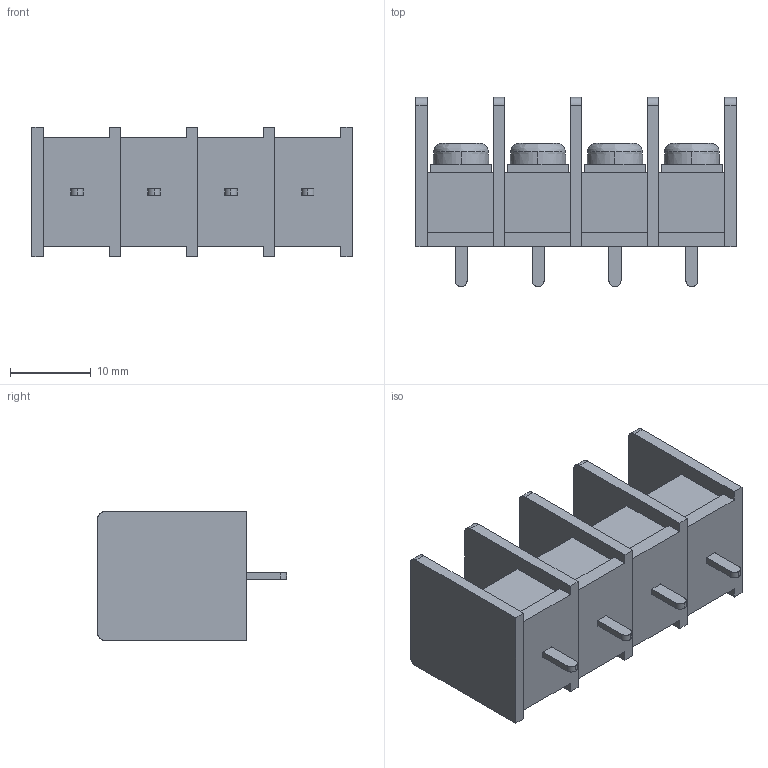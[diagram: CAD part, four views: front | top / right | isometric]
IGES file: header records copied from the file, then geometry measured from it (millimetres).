
Start section: SolidWorks IGES file using analytic representation for surfaces
Global section: file name: TBB-06-375.IGS; native system: SolidWorks 2014; preprocessor: SolidWorks 2014; author: ewilson; date: 140729.095150; units: inch
Bounding box: 39.65 x 23.41 x 16 mm (x, y, z)
Surface area: 8476.6 mm2 (no closed solid volume)
Topology: 0 solids, 0 shells, 364 faces, 3180 edges, 3180 vertices
Faces by surface type: bspline 314, revolution 50
